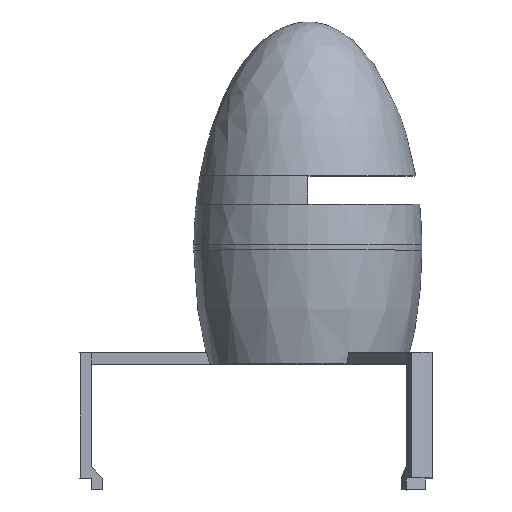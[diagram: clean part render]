
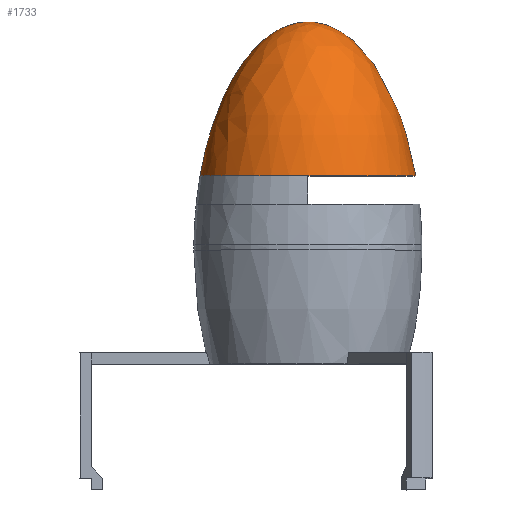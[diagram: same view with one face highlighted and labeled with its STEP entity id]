
A CAD part, top view. The second image highlights one B-rep face of the part: STEP entity #1733.
In plain terms, the highlighted free-form (B-spline) face has degree [2, 2] with [3, 9] control points.
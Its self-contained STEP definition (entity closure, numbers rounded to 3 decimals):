
#72=ELLIPSE('',#1889,100.,50.);
#87=(
BOUNDED_SURFACE()
B_SPLINE_SURFACE(2,2,((#3052,#3053,#3054,#3055,#3056,#3057,#3058,#3059,
#3060),(#3061,#3062,#3063,#3064,#3065,#3066,#3067,#3068,#3069),(#3070,#3071,
#3072,#3073,#3074,#3075,#3076,#3077,#3078)),.UNSPECIFIED.,.F.,.T.,.F.)
B_SPLINE_SURFACE_WITH_KNOTS((3,3),(3,2,2,2,3),(0.,1.24),(0.,
1.571,3.142,4.712,6.283),
 .UNSPECIFIED.)
GEOMETRIC_REPRESENTATION_ITEM()
RATIONAL_B_SPLINE_SURFACE(((1.,0.707,1.,0.707,1.,
0.707,1.,0.707,1.),(0.814,0.576,
0.814,0.576,0.814,0.576,
0.814,0.576,0.814),(1.,0.707,
1.,0.707,1.,0.707,1.,0.707,1.)))
REPRESENTATION_ITEM('')
SURFACE()
);
#126=CIRCLE('',#1888,47.286);
#210=FACE_OUTER_BOUND('',#314,.T.);
#314=EDGE_LOOP('',(#1351,#1352,#1353));
#755=VERTEX_POINT('',#3050);
#756=VERTEX_POINT('',#3079);
#969=EDGE_CURVE('',#755,#755,#126,.T.);
#970=EDGE_CURVE('',#756,#755,#72,.T.);
#1351=ORIENTED_EDGE('',*,*,#970,.T.);
#1352=ORIENTED_EDGE('',*,*,#969,.T.);
#1353=ORIENTED_EDGE('',*,*,#970,.F.);
#1733=ADVANCED_FACE('',(#210),#87,.T.);
#1888=AXIS2_PLACEMENT_3D('',#3051,#2194,#2195);
#1889=AXIS2_PLACEMENT_3D('',#3080,#2196,#2197);
#2194=DIRECTION('center_axis',(0.,1.,0.));
#2195=DIRECTION('ref_axis',(1.,0.,0.));
#2196=DIRECTION('center_axis',(0.,0.,1.));
#2197=DIRECTION('ref_axis',(0.,1.,0.));
#3050=CARTESIAN_POINT('',(-47.286,32.5,0.));
#3051=CARTESIAN_POINT('Origin',(0.,32.5,0.));
#3052=CARTESIAN_POINT('Ctrl Pts',(0.,100.,0.));
#3053=CARTESIAN_POINT('Ctrl Pts',(0.,100.,0.));
#3054=CARTESIAN_POINT('Ctrl Pts',(0.,100.,0.));
#3055=CARTESIAN_POINT('Ctrl Pts',(0.,100.,0.));
#3056=CARTESIAN_POINT('Ctrl Pts',(0.,100.,0.));
#3057=CARTESIAN_POINT('Ctrl Pts',(0.,100.,0.));
#3058=CARTESIAN_POINT('Ctrl Pts',(0.,100.,0.));
#3059=CARTESIAN_POINT('Ctrl Pts',(0.,100.,0.));
#3060=CARTESIAN_POINT('Ctrl Pts',(0.,100.,0.));
#3061=CARTESIAN_POINT('Ctrl Pts',(-35.687,100.,0.));
#3062=CARTESIAN_POINT('Ctrl Pts',(-35.687,100.,35.687));
#3063=CARTESIAN_POINT('Ctrl Pts',(0.,100.,35.687));
#3064=CARTESIAN_POINT('Ctrl Pts',(35.687,100.,35.687));
#3065=CARTESIAN_POINT('Ctrl Pts',(35.687,100.,0.));
#3066=CARTESIAN_POINT('Ctrl Pts',(35.687,100.,-35.687));
#3067=CARTESIAN_POINT('Ctrl Pts',(0.,100.,-35.687));
#3068=CARTESIAN_POINT('Ctrl Pts',(-35.687,100.,-35.687));
#3069=CARTESIAN_POINT('Ctrl Pts',(-35.687,100.,0.));
#3070=CARTESIAN_POINT('Ctrl Pts',(-47.286,32.5,0.));
#3071=CARTESIAN_POINT('Ctrl Pts',(-47.286,32.5,47.286));
#3072=CARTESIAN_POINT('Ctrl Pts',(0.,32.5,47.286));
#3073=CARTESIAN_POINT('Ctrl Pts',(47.286,32.5,47.286));
#3074=CARTESIAN_POINT('Ctrl Pts',(47.286,32.5,0.));
#3075=CARTESIAN_POINT('Ctrl Pts',(47.286,32.5,-47.286));
#3076=CARTESIAN_POINT('Ctrl Pts',(0.,32.5,-47.286));
#3077=CARTESIAN_POINT('Ctrl Pts',(-47.286,32.5,-47.286));
#3078=CARTESIAN_POINT('Ctrl Pts',(-47.286,32.5,0.));
#3079=CARTESIAN_POINT('',(0.,100.,0.));
#3080=CARTESIAN_POINT('Origin',(0.,0.,0.));
